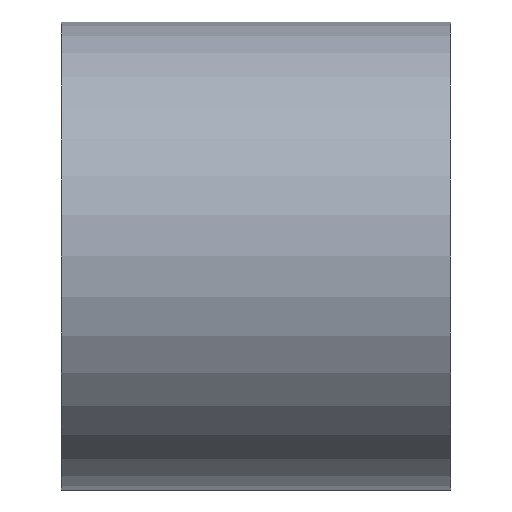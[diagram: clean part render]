
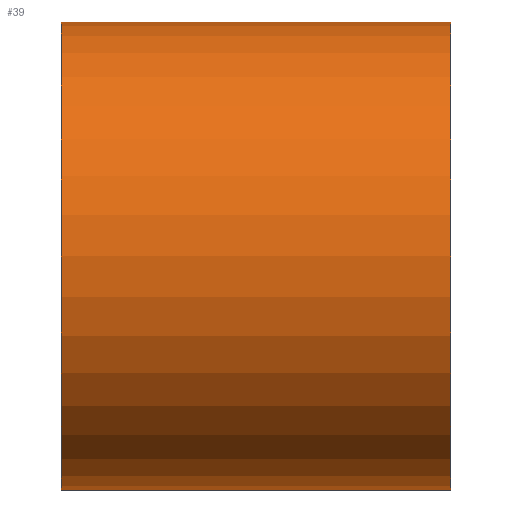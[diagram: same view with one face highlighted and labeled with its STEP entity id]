
A CAD part, front view. The second image highlights one B-rep face of the part: STEP entity #39.
In plain terms, the highlighted cylindrical face has radius 6 mm (diameter 12 mm), a partial arc.
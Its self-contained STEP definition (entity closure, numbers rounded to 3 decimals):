
#12 = AXIS2_PLACEMENT_3D ( 'NONE', #382, #171, #375 ) ;
#22 = VERTEX_POINT ( 'NONE', #223 ) ;
#29 = AXIS2_PLACEMENT_3D ( 'NONE', #336, #300, #340 ) ;
#35 = EDGE_LOOP ( 'NONE', ( #232, #145, #371, #390 ) ) ;
#39 = ADVANCED_FACE ( 'NONE', ( #220 ), #291, .T. ) ;
#52 = AXIS2_PLACEMENT_3D ( 'NONE', #101, #74, #272 ) ;
#53 = EDGE_CURVE ( 'NONE', #167, #87, #298, .T. ) ;
#74 = DIRECTION ( 'NONE',  ( 1., 0., 0. ) ) ;
#87 = VERTEX_POINT ( 'NONE', #332 ) ;
#101 = CARTESIAN_POINT ( 'NONE',  ( 10., 0., 0. ) ) ;
#110 = CARTESIAN_POINT ( 'NONE',  ( 10., 0., -6. ) ) ;
#115 = VECTOR ( 'NONE', #118, 1000. ) ;
#117 = DIRECTION ( 'NONE',  ( -1., 0., 0. ) ) ;
#118 = DIRECTION ( 'NONE',  ( 1., 0., 0. ) ) ;
#128 = CARTESIAN_POINT ( 'NONE',  ( 0., 0., 6. ) ) ;
#138 = CIRCLE ( 'NONE', #12, 6. ) ;
#143 = VERTEX_POINT ( 'NONE', #128 ) ;
#145 = ORIENTED_EDGE ( 'NONE', *, *, #53, .F. ) ;
#162 = LINE ( 'NONE', #110, #322 ) ;
#167 = VERTEX_POINT ( 'NONE', #348 ) ;
#171 = DIRECTION ( 'NONE',  ( 1., 0., 0. ) ) ;
#183 = EDGE_CURVE ( 'NONE', #143, #22, #138, .T. ) ;
#202 = LINE ( 'NONE', #325, #115 ) ;
#220 = FACE_OUTER_BOUND ( 'NONE', #35, .T. ) ;
#223 = CARTESIAN_POINT ( 'NONE',  ( 0., 0., -6. ) ) ;
#232 = ORIENTED_EDGE ( 'NONE', *, *, #264, .F. ) ;
#264 = EDGE_CURVE ( 'NONE', #87, #22, #162, .T. ) ;
#272 = DIRECTION ( 'NONE',  ( 0., 0., -1. ) ) ;
#291 = CYLINDRICAL_SURFACE ( 'NONE', #29, 6. ) ;
#298 = CIRCLE ( 'NONE', #52, 6. ) ;
#300 = DIRECTION ( 'NONE',  ( -1., 0., 0. ) ) ;
#322 = VECTOR ( 'NONE', #117, 1000. ) ;
#325 = CARTESIAN_POINT ( 'NONE',  ( 10., 0., 6. ) ) ;
#332 = CARTESIAN_POINT ( 'NONE',  ( 10., 0., -6. ) ) ;
#336 = CARTESIAN_POINT ( 'NONE',  ( 10., 0., 0. ) ) ;
#340 = DIRECTION ( 'NONE',  ( 0., 0., 1. ) ) ;
#348 = CARTESIAN_POINT ( 'NONE',  ( 10., 0., 6. ) ) ;
#360 = EDGE_CURVE ( 'NONE', #143, #167, #202, .T. ) ;
#371 = ORIENTED_EDGE ( 'NONE', *, *, #360, .F. ) ;
#375 = DIRECTION ( 'NONE',  ( 0., 0., -1. ) ) ;
#382 = CARTESIAN_POINT ( 'NONE',  ( 0., 0., 0. ) ) ;
#390 = ORIENTED_EDGE ( 'NONE', *, *, #183, .T. ) ;
